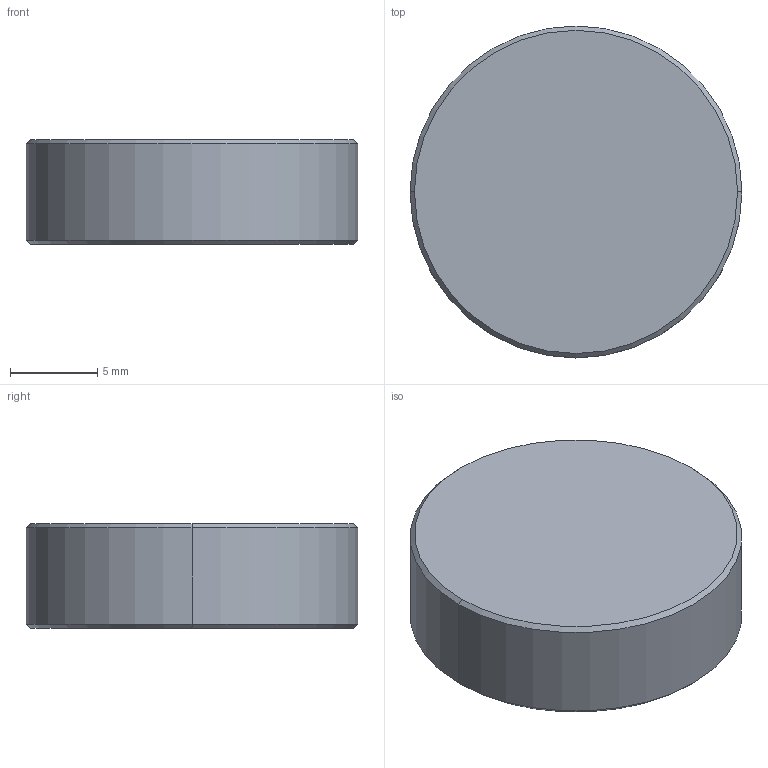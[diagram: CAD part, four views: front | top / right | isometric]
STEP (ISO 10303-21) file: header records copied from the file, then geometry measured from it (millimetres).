
FILE_DESCRIPTION (( 'STEP AP203' ), '1' );
FILE_NAME ('TTN024106-E0W.STEP', '2016-08-10T17:35:36', ( 'admin' ), ( '' ), 'SwSTEP 2.0', 'SolidWorks 2016', '' );
FILE_SCHEMA (( 'CONFIG_CONTROL_DESIGN' ));
Length unit declared in the file: millimetre
Products named in the file (1): TTN024106-E0W
Bounding box: 19 x 19 x 6 mm (x, y, z)
Volume: 1697.5 mm3; surface area: 907.6 mm2
Topology: 1 solids, 1 shells, 231 faces, 602 edges, 400 vertices
Faces by surface type: plane 131, bspline 94, cone 4, cylinder 2
Entity records: 12237 total; most frequent: CARTESIAN_POINT 7120, ORIENTED_EDGE 1204, DIRECTION 698, EDGE_CURVE 602, LINE 406, VECTOR 406, VERTEX_POINT 400, EDGE_LOOP 258
